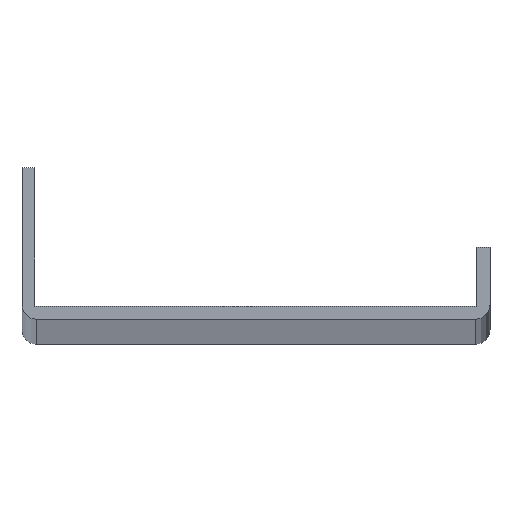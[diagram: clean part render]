
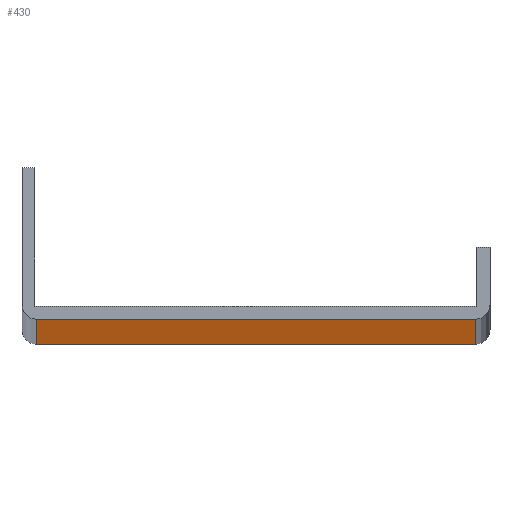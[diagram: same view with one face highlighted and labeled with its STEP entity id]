
A CAD part, top view. The second image highlights one B-rep face of the part: STEP entity #430.
In plain terms, the highlighted planar face has unit normal (0, -1, 0).
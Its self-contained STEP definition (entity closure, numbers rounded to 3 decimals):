
#104=DIRECTION('',(1.,0.,0.));
#105=VECTOR('',#104,60.8);
#106=CARTESIAN_POINT('',(2.,0.,-1000.));
#107=LINE('',#106,#105);
#173=DIRECTION('',(0.,0.,-1.));
#174=VECTOR('',#173,2000.);
#175=CARTESIAN_POINT('',(2.,0.,1000.));
#176=LINE('',#175,#174);
#177=DIRECTION('',(0.,0.,-1.));
#178=VECTOR('',#177,2000.);
#179=CARTESIAN_POINT('',(62.8,0.,1000.));
#180=LINE('',#179,#178);
#219=DIRECTION('',(1.,0.,0.));
#220=VECTOR('',#219,60.8);
#221=CARTESIAN_POINT('',(2.,0.,1000.));
#222=LINE('',#221,#220);
#247=CARTESIAN_POINT('',(2.,0.,-1000.));
#249=VERTEX_POINT('',#247);
#253=CARTESIAN_POINT('',(2.,0.,1000.));
#254=VERTEX_POINT('',#253);
#256=CARTESIAN_POINT('',(62.8,0.,-1000.));
#258=VERTEX_POINT('',#256);
#259=CARTESIAN_POINT('',(62.8,0.,1000.));
#260=VERTEX_POINT('',#259);
#418=CARTESIAN_POINT('',(0.,0.,-1000.));
#419=DIRECTION('',(0.,-1.,0.));
#420=DIRECTION('',(1.,0.,0.));
#421=AXIS2_PLACEMENT_3D('',#418,#419,#420);
#422=PLANE('',#421);
#423=ORIENTED_EDGE('',*,*,#301,.F.);
#425=ORIENTED_EDGE('',*,*,#424,.T.);
#426=ORIENTED_EDGE('',*,*,#410,.T.);
#427=ORIENTED_EDGE('',*,*,#270,.F.);
#428=EDGE_LOOP('',(#423,#425,#426,#427));
#429=FACE_OUTER_BOUND('',#428,.F.);
#270=EDGE_CURVE('',#249,#258,#107,.T.);
#301=EDGE_CURVE('',#254,#249,#176,.T.);
#410=EDGE_CURVE('',#260,#258,#180,.T.);
#424=EDGE_CURVE('',#254,#260,#222,.T.);
#430=ADVANCED_FACE('',(#429),#422,.T.);
